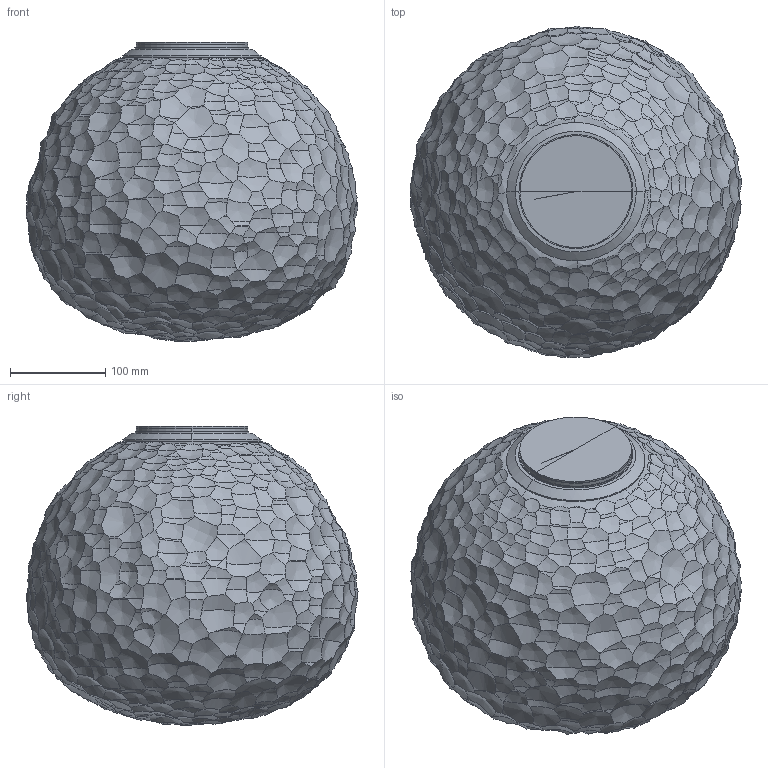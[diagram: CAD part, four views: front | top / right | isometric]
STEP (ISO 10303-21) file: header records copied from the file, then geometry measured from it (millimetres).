
FILE_DESCRIPTION(/* description */ (''),/* implementation_level */ '2;1');
FILE_NAME(/* name */ 'METEORITE 35 PARETE-PLAFONE',/* time_stamp */ '2015-03-13T10:47:44+01:00',/* author */ (''),/* organization */ (''),/* preprocessor_version */ 'ST-DEVELOPER v10',/* originating_system */ '',/* authorisation */ '');
FILE_SCHEMA (('CONFIG_CONTROL_DESIGN'));
Length unit declared in the file: millimetre
Products named in the file (1): 1
Bounding box: 348.85 x 348.88 x 314.88 mm (x, y, z)
Volume: 303634.7 mm3; surface area: 415361.5 mm2
Topology: 1 solids, 2 shells, 1203 faces, 3592 edges, 2379 vertices
Faces by surface type: bspline 1198, plane 5
Entity records: 78489 total; most frequent: CARTESIAN_POINT 58494, ORIENTED_EDGE 7143, EDGE_CURVE 3588, B_SPLINE_CURVE_WITH_KNOTS 3159, VERTEX_POINT 2379, ADVANCED_FACE 1203, FACE_OUTER_BOUND 1203, EDGE_LOOP 1203
